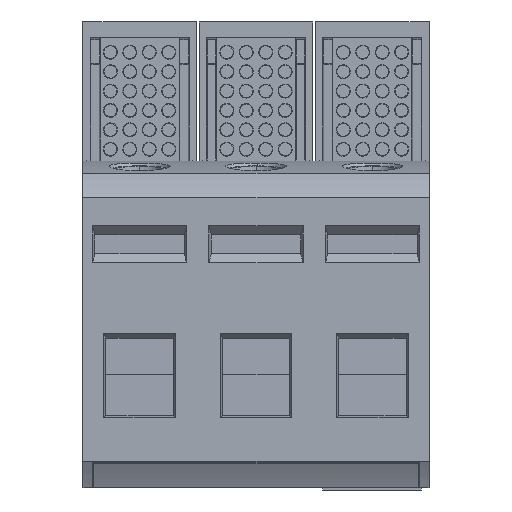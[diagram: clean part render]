
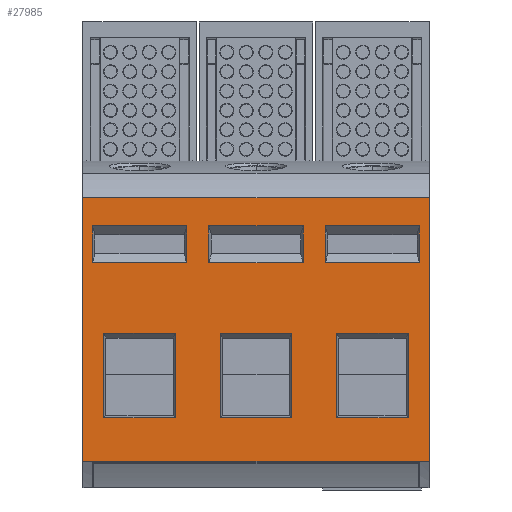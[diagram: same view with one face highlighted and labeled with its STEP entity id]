
A CAD part, front view. The second image highlights one B-rep face of the part: STEP entity #27985.
In plain terms, the highlighted planar face has unit normal (0, -1, 0).
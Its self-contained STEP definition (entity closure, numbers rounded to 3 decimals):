
#429=DIRECTION('',(0.,0.,-1.));
#430=VECTOR('',#429,40.674);
#431=CARTESIAN_POINT('',(26.75,-45.,37.8));
#432=LINE('',#431,#430);
#770=DIRECTION('',(0.,0.,1.));
#771=VECTOR('',#770,40.674);
#772=CARTESIAN_POINT('',(-26.75,-45.,-2.874));
#773=LINE('',#772,#771);
#6869=DIRECTION('',(1.,0.,0.));
#6870=VECTOR('',#6869,53.5);
#6871=CARTESIAN_POINT('',(-26.75,-45.,37.8));
#6872=LINE('',#6871,#6870);
#6877=DIRECTION('',(1.,0.,0.));
#6878=VECTOR('',#6877,14.547);
#6879=CARTESIAN_POINT('',(-7.273,-45.,33.482));
#6880=LINE('',#6879,#6878);
#6881=DIRECTION('',(-0.001,0.,1.));
#6882=VECTOR('',#6881,5.664);
#6883=CARTESIAN_POINT('',(-7.268,-45.,27.818));
#6884=LINE('',#6883,#6882);
#6885=DIRECTION('',(0.,0.,1.));
#6886=VECTOR('',#6885,13.113);
#6887=CARTESIAN_POINT('',(-23.55,-45.,
3.8));
#6888=LINE('',#6887,#6886);
#6889=DIRECTION('',(1.,0.,0.));
#6890=VECTOR('',#6889,14.547);
#6891=CARTESIAN_POINT('',(-25.273,-45.,33.482));
#6892=LINE('',#6891,#6890);
#6893=DIRECTION('',(-0.001,0.,1.));
#6894=VECTOR('',#6893,5.664);
#6895=CARTESIAN_POINT('',(-25.268,-45.,27.818));
#6896=LINE('',#6895,#6894);
#6897=DIRECTION('',(1.,0.,0.));
#6898=VECTOR('',#6897,11.101);
#6899=CARTESIAN_POINT('',(-5.55,-45.,16.913));
#6900=LINE('',#6899,#6898);
#6901=DIRECTION('',(0.,0.,-1.));
#6902=VECTOR('',#6901,13.113);
#6903=CARTESIAN_POINT('',(5.55,-45.,16.913));
#6904=LINE('',#6903,#6902);
#6905=DIRECTION('',(-1.,0.,0.));
#6906=VECTOR('',#6905,11.101);
#6907=CARTESIAN_POINT('',(23.55,-45.,3.8));
#6908=LINE('',#6907,#6906);
#6909=DIRECTION('',(0.,0.,1.));
#6910=VECTOR('',#6909,13.113);
#6911=CARTESIAN_POINT('',(12.45,-45.,3.8));
#6912=LINE('',#6911,#6910);
#6913=DIRECTION('',(-1.,0.,0.));
#6914=VECTOR('',#6913,14.536);
#6915=CARTESIAN_POINT('',(25.268,-45.,27.818));
#6916=LINE('',#6915,#6914);
#6917=DIRECTION('',(-0.001,0.,1.));
#6918=VECTOR('',#6917,5.664);
#6919=CARTESIAN_POINT('',(10.732,-45.,27.818));
#6920=LINE('',#6919,#6918);
#6925=DIRECTION('',(-1.,0.,0.));
#6926=VECTOR('',#6925,53.5);
#6927=CARTESIAN_POINT('',(26.75,-45.,-2.874));
#6928=LINE('',#6927,#6926);
#8445=DIRECTION('',(1.,0.,0.));
#8446=VECTOR('',#8445,14.536);
#8447=CARTESIAN_POINT('',(-7.268,-45.,27.818));
#8448=LINE('',#8447,#8446);
#8453=DIRECTION('',(0.001,0.,1.));
#8454=VECTOR('',#8453,5.664);
#8455=CARTESIAN_POINT('',(7.268,-45.,27.818));
#8456=LINE('',#8455,#8454);
#8477=DIRECTION('',(-1.,0.,0.));
#8478=VECTOR('',#8477,11.101);
#8479=CARTESIAN_POINT('',(-12.45,-45.,16.913));
#8480=LINE('',#8479,#8478);
#8493=DIRECTION('',(1.,0.,0.));
#8494=VECTOR('',#8493,11.101);
#8495=CARTESIAN_POINT('',(-23.55,-45.,
3.8));
#8496=LINE('',#8495,#8494);
#8501=DIRECTION('',(0.,0.,1.));
#8502=VECTOR('',#8501,13.113);
#8503=CARTESIAN_POINT('',(-12.45,-45.,
3.8));
#8504=LINE('',#8503,#8502);
#8529=DIRECTION('',(1.,0.,0.));
#8530=VECTOR('',#8529,14.536);
#8531=CARTESIAN_POINT('',(-25.268,-45.,27.818));
#8532=LINE('',#8531,#8530);
#8537=DIRECTION('',(0.001,0.,1.));
#8538=VECTOR('',#8537,5.664);
#8539=CARTESIAN_POINT('',(-10.732,-45.,27.818));
#8540=LINE('',#8539,#8538);
#8565=DIRECTION('',(0.,0.,-1.));
#8566=VECTOR('',#8565,13.113);
#8567=CARTESIAN_POINT('',(-5.55,-45.,16.913));
#8568=LINE('',#8567,#8566);
#8577=DIRECTION('',(1.,0.,0.));
#8578=VECTOR('',#8577,11.101);
#8579=CARTESIAN_POINT('',(-5.55,-45.,
3.8));
#8580=LINE('',#8579,#8578);
#8605=DIRECTION('',(0.,0.,1.));
#8606=VECTOR('',#8605,13.113);
#8607=CARTESIAN_POINT('',(23.55,-45.,3.8));
#8608=LINE('',#8607,#8606);
#8617=DIRECTION('',(-1.,0.,0.));
#8618=VECTOR('',#8617,11.101);
#8619=CARTESIAN_POINT('',(23.55,-45.,16.913));
#8620=LINE('',#8619,#8618);
#8645=DIRECTION('',(0.001,0.,1.));
#8646=VECTOR('',#8645,5.664);
#8647=CARTESIAN_POINT('',(25.268,-45.,27.818));
#8648=LINE('',#8647,#8646);
#8653=DIRECTION('',(-1.,0.,0.));
#8654=VECTOR('',#8653,14.547);
#8655=CARTESIAN_POINT('',(25.273,-45.,33.482));
#8656=LINE('',#8655,#8654);
#11345=CARTESIAN_POINT('',(-7.273,-45.,33.482));
#11347=VERTEX_POINT('',#11345);
#11350=CARTESIAN_POINT('',(7.273,-45.,33.482));
#11351=VERTEX_POINT('',#11350);
#11354=CARTESIAN_POINT('',(7.268,-45.,27.818));
#11355=VERTEX_POINT('',#11354);
#11358=CARTESIAN_POINT('',(-7.268,-45.,27.818));
#11359=VERTEX_POINT('',#11358);
#11361=CARTESIAN_POINT('',(-23.55,-45.,16.913));
#11363=VERTEX_POINT('',#11361);
#11366=CARTESIAN_POINT('',(-12.45,-45.,16.913));
#11367=VERTEX_POINT('',#11366);
#11370=CARTESIAN_POINT('',(-12.45,-45.,
3.8));
#11371=VERTEX_POINT('',#11370);
#11374=CARTESIAN_POINT('',(-23.55,-45.,
3.8));
#11375=VERTEX_POINT('',#11374);
#11377=CARTESIAN_POINT('',(-25.273,-45.,33.482));
#11379=VERTEX_POINT('',#11377);
#11382=CARTESIAN_POINT('',(-10.727,-45.,33.482));
#11383=VERTEX_POINT('',#11382);
#11386=CARTESIAN_POINT('',(-10.732,-45.,27.818));
#11387=VERTEX_POINT('',#11386);
#11390=CARTESIAN_POINT('',(-25.268,-45.,27.818));
#11391=VERTEX_POINT('',#11390);
#11393=CARTESIAN_POINT('',(-5.55,-45.,16.913));
#11395=VERTEX_POINT('',#11393);
#11398=CARTESIAN_POINT('',(5.55,-45.,16.913));
#11399=VERTEX_POINT('',#11398);
#11402=CARTESIAN_POINT('',(5.55,-45.,
3.8));
#11403=VERTEX_POINT('',#11402);
#11406=CARTESIAN_POINT('',(-5.55,-45.,
3.8));
#11407=VERTEX_POINT('',#11406);
#11409=CARTESIAN_POINT('',(23.55,-45.,3.8));
#11411=VERTEX_POINT('',#11409);
#11414=CARTESIAN_POINT('',(12.45,-45.,3.8));
#11415=VERTEX_POINT('',#11414);
#11418=CARTESIAN_POINT('',(12.45,-45.,16.913));
#11419=VERTEX_POINT('',#11418);
#11422=CARTESIAN_POINT('',(23.55,-45.,16.913));
#11423=VERTEX_POINT('',#11422);
#11425=CARTESIAN_POINT('',(25.268,-45.,27.818));
#11427=VERTEX_POINT('',#11425);
#11430=CARTESIAN_POINT('',(10.732,-45.,27.818));
#11431=VERTEX_POINT('',#11430);
#11434=CARTESIAN_POINT('',(10.727,-45.,33.482));
#11435=VERTEX_POINT('',#11434);
#11438=CARTESIAN_POINT('',(25.273,-45.,33.482));
#11439=VERTEX_POINT('',#11438);
#13034=CARTESIAN_POINT('',(-26.75,-45.,37.8));
#13035=CARTESIAN_POINT('',(26.75,-45.,37.8));
#13036=VERTEX_POINT('',#13034);
#13037=VERTEX_POINT('',#13035);
#13509=CARTESIAN_POINT('',(-26.75,-45.,-2.874));
#13510=VERTEX_POINT('',#13509);
#13511=CARTESIAN_POINT('',(26.75,-45.,-2.874));
#13512=VERTEX_POINT('',#13511);
#27913=CARTESIAN_POINT('',(-26.75,-45.,37.8));
#27914=DIRECTION('',(0.,-1.,0.));
#27915=DIRECTION('',(0.,0.,-1.));
#27916=AXIS2_PLACEMENT_3D('',#27913,#27914,#27915);
#27917=PLANE('',#27916);
#27918=ORIENTED_EDGE('',*,*,#27899,.T.);
#27919=ORIENTED_EDGE('',*,*,#14239,.T.);
#27921=ORIENTED_EDGE('',*,*,#27920,.T.);
#27922=ORIENTED_EDGE('',*,*,#14749,.T.);
#27923=EDGE_LOOP('',(#27918,#27919,#27921,#27922));
#27924=FACE_OUTER_BOUND('',#27923,.F.);
#27926=ORIENTED_EDGE('',*,*,#27925,.F.);
#27928=ORIENTED_EDGE('',*,*,#27927,.F.);
#27930=ORIENTED_EDGE('',*,*,#27929,.T.);
#27932=ORIENTED_EDGE('',*,*,#27931,.T.);
#27933=EDGE_LOOP('',(#27926,#27928,#27930,#27932));
#27934=FACE_BOUND('',#27933,.F.);
#27936=ORIENTED_EDGE('',*,*,#27935,.T.);
#27938=ORIENTED_EDGE('',*,*,#27937,.F.);
#27940=ORIENTED_EDGE('',*,*,#27939,.T.);
#27942=ORIENTED_EDGE('',*,*,#27941,.T.);
#27943=EDGE_LOOP('',(#27936,#27938,#27940,#27942));
#27944=FACE_BOUND('',#27943,.F.);
#27946=ORIENTED_EDGE('',*,*,#27945,.F.);
#27948=ORIENTED_EDGE('',*,*,#27947,.F.);
#27950=ORIENTED_EDGE('',*,*,#27949,.T.);
#27952=ORIENTED_EDGE('',*,*,#27951,.T.);
#27953=EDGE_LOOP('',(#27946,#27948,#27950,#27952));
#27954=FACE_BOUND('',#27953,.F.);
#27956=ORIENTED_EDGE('',*,*,#27955,.F.);
#27958=ORIENTED_EDGE('',*,*,#27957,.T.);
#27960=ORIENTED_EDGE('',*,*,#27959,.T.);
#27962=ORIENTED_EDGE('',*,*,#27961,.F.);
#27963=EDGE_LOOP('',(#27956,#27958,#27960,#27962));
#27964=FACE_BOUND('',#27963,.F.);
#27966=ORIENTED_EDGE('',*,*,#27965,.F.);
#27968=ORIENTED_EDGE('',*,*,#27967,.T.);
#27970=ORIENTED_EDGE('',*,*,#27969,.T.);
#27972=ORIENTED_EDGE('',*,*,#27971,.F.);
#27973=EDGE_LOOP('',(#27966,#27968,#27970,#27972));
#27974=FACE_BOUND('',#27973,.F.);
#27976=ORIENTED_EDGE('',*,*,#27975,.F.);
#27978=ORIENTED_EDGE('',*,*,#27977,.T.);
#27980=ORIENTED_EDGE('',*,*,#27979,.T.);
#27982=ORIENTED_EDGE('',*,*,#27981,.F.);
#27983=EDGE_LOOP('',(#27976,#27978,#27980,#27982));
#27984=FACE_BOUND('',#27983,.F.);
#27985=ADVANCED_FACE('',(#27924,#27934,#27944,#27954,#27964,#27974,#27984),
#27917,.T.);
#14239=EDGE_CURVE('',#13037,#13512,#432,.T.);
#14749=EDGE_CURVE('',#13510,#13036,#773,.T.);
#27899=EDGE_CURVE('',#13036,#13037,#6872,.T.);
#27920=EDGE_CURVE('',#13512,#13510,#6928,.T.);
#27925=EDGE_CURVE('',#11347,#11351,#6880,.T.);
#27927=EDGE_CURVE('',#11359,#11347,#6884,.T.);
#27929=EDGE_CURVE('',#11359,#11355,#8448,.T.);
#27931=EDGE_CURVE('',#11355,#11351,#8456,.T.);
#27935=EDGE_CURVE('',#11367,#11363,#8480,.T.);
#27937=EDGE_CURVE('',#11375,#11363,#6888,.T.);
#27939=EDGE_CURVE('',#11375,#11371,#8496,.T.);
#27941=EDGE_CURVE('',#11371,#11367,#8504,.T.);
#27945=EDGE_CURVE('',#11379,#11383,#6892,.T.);
#27947=EDGE_CURVE('',#11391,#11379,#6896,.T.);
#27949=EDGE_CURVE('',#11391,#11387,#8532,.T.);
#27951=EDGE_CURVE('',#11387,#11383,#8540,.T.);
#27955=EDGE_CURVE('',#11395,#11399,#6900,.T.);
#27957=EDGE_CURVE('',#11395,#11407,#8568,.T.);
#27959=EDGE_CURVE('',#11407,#11403,#8580,.T.);
#27961=EDGE_CURVE('',#11399,#11403,#6904,.T.);
#27965=EDGE_CURVE('',#11411,#11415,#6908,.T.);
#27967=EDGE_CURVE('',#11411,#11423,#8608,.T.);
#27969=EDGE_CURVE('',#11423,#11419,#8620,.T.);
#27971=EDGE_CURVE('',#11415,#11419,#6912,.T.);
#27975=EDGE_CURVE('',#11427,#11431,#6916,.T.);
#27977=EDGE_CURVE('',#11427,#11439,#8648,.T.);
#27979=EDGE_CURVE('',#11439,#11435,#8656,.T.);
#27981=EDGE_CURVE('',#11431,#11435,#6920,.T.);
